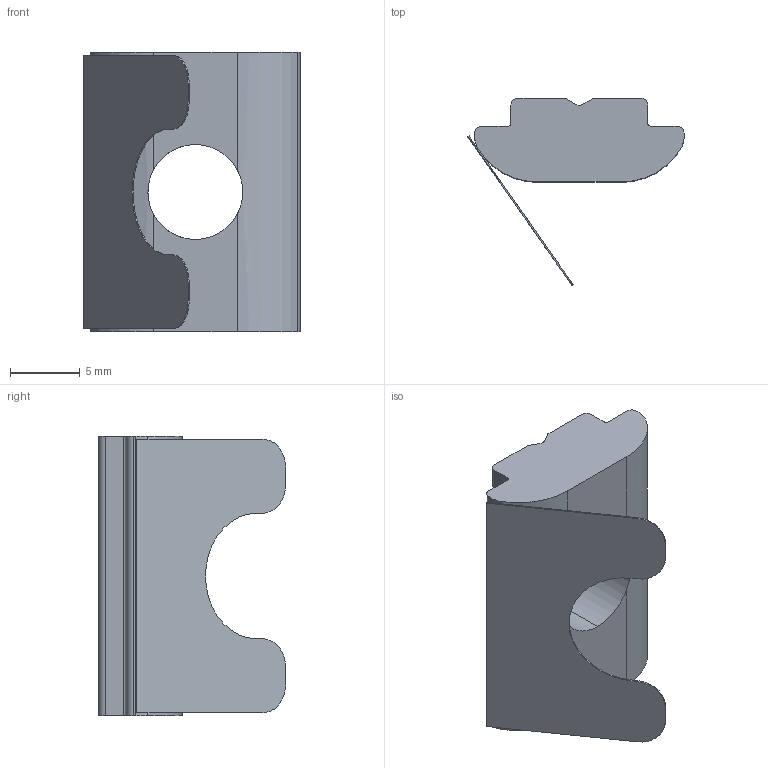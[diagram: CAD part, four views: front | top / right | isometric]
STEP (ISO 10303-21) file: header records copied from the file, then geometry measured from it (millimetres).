
FILE_DESCRIPTION (( 'STEP AP214' ), '1' );
FILE_NAME ('096088f.STEP', '2014-08-18T10:36:34', ( '' ), ( '' ), 'SwSTEP 2.0', 'SolidWorks 2014', '' );
FILE_SCHEMA (( 'AUTOMOTIVE_DESIGN' ));
Length unit declared in the file: millimetre
Products named in the file (1): 096088f
Bounding box: 15.48 x 13.41 x 20 mm (x, y, z)
Volume: 1237.8 mm3; surface area: 1326 mm2
Topology: 1 solids, 1 shells, 44 faces, 129 edges, 86 vertices
Faces by surface type: plane 24, cylinder 20
Entity records: 1557 total; most frequent: CARTESIAN_POINT 306, ORIENTED_EDGE 258, DIRECTION 251, EDGE_CURVE 129, AXIS2_PLACEMENT_3D 87, VERTEX_POINT 86, LINE 77, VECTOR 77
